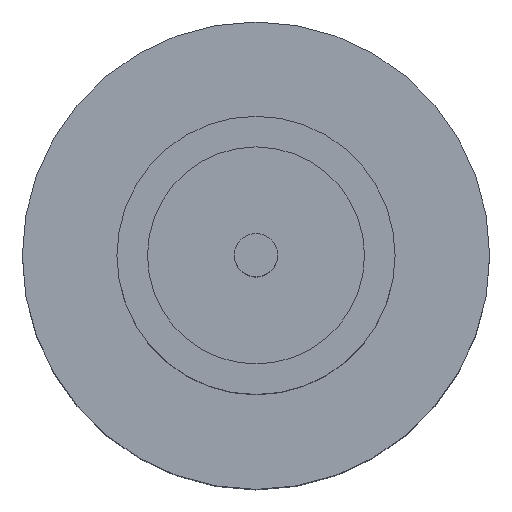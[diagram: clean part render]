
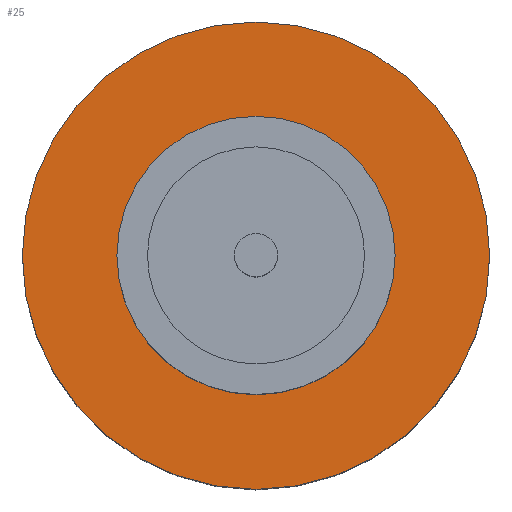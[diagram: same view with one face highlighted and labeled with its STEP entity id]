
A CAD part, top view. The second image highlights one B-rep face of the part: STEP entity #25.
In plain terms, the highlighted planar face has unit normal (0, 0, 1).
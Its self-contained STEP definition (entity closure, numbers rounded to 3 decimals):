
#7 = ORIENTED_EDGE ( 'NONE', *, *, #487, .F. ) ;
#25 = ADVANCED_FACE ( 'NONE', ( #62, #208 ), #395, .T. ) ;
#32 = CARTESIAN_POINT ( 'NONE',  ( 1.25, 0., 1.55 ) ) ;
#62 = FACE_BOUND ( 'NONE', #685, .T. ) ;
#70 = DIRECTION ( 'NONE',  ( 0., 0., 1. ) ) ;
#83 = DIRECTION ( 'NONE',  ( 0., 0., 1. ) ) ;
#101 = AXIS2_PLACEMENT_3D ( 'NONE', #804, #936, #355 ) ;
#124 = DIRECTION ( 'NONE',  ( 0., 0., 1. ) ) ;
#130 = VERTEX_POINT ( 'NONE', #32 ) ;
#149 = EDGE_CURVE ( 'NONE', #171, #130, #679, .T. ) ;
#171 = VERTEX_POINT ( 'NONE', #723 ) ;
#198 = AXIS2_PLACEMENT_3D ( 'NONE', #420, #124, #642 ) ;
#207 = DIRECTION ( 'NONE',  ( 1., 0., 0. ) ) ;
#208 = FACE_OUTER_BOUND ( 'NONE', #613, .T. ) ;
#212 = CARTESIAN_POINT ( 'NONE',  ( 0., 0., 1.55 ) ) ;
#234 = CIRCLE ( 'NONE', #198, 2.1 ) ;
#303 = CARTESIAN_POINT ( 'NONE',  ( 2.1, 0., 1.55 ) ) ;
#355 = DIRECTION ( 'NONE',  ( 1., 0., 0. ) ) ;
#356 = CARTESIAN_POINT ( 'NONE',  ( 0., 0., 1.55 ) ) ;
#369 = AXIS2_PLACEMENT_3D ( 'NONE', #400, #630, #696 ) ;
#370 = ORIENTED_EDGE ( 'NONE', *, *, #389, .T. ) ;
#389 = EDGE_CURVE ( 'NONE', #424, #518, #234, .T. ) ;
#395 = PLANE ( 'NONE',  #369 ) ;
#400 = CARTESIAN_POINT ( 'NONE',  ( 0., 0., 1.55 ) ) ;
#420 = CARTESIAN_POINT ( 'NONE',  ( 0., 0., 1.55 ) ) ;
#424 = VERTEX_POINT ( 'NONE', #481 ) ;
#481 = CARTESIAN_POINT ( 'NONE',  ( -2.1, 0., 1.55 ) ) ;
#487 = EDGE_CURVE ( 'NONE', #130, #171, #664, .T. ) ;
#510 = ORIENTED_EDGE ( 'NONE', *, *, #956, .T. ) ;
#518 = VERTEX_POINT ( 'NONE', #303 ) ;
#585 = DIRECTION ( 'NONE',  ( 1., 0., 0. ) ) ;
#613 = EDGE_LOOP ( 'NONE', ( #370, #510 ) ) ;
#630 = DIRECTION ( 'NONE',  ( 0., 0., 1. ) ) ;
#642 = DIRECTION ( 'NONE',  ( 1., 0., 0. ) ) ;
#664 = CIRCLE ( 'NONE', #789, 1.25 ) ;
#679 = CIRCLE ( 'NONE', #101, 1.25 ) ;
#682 = AXIS2_PLACEMENT_3D ( 'NONE', #212, #70, #585 ) ;
#685 = EDGE_LOOP ( 'NONE', ( #7, #866 ) ) ;
#696 = DIRECTION ( 'NONE',  ( 1., 0., 0. ) ) ;
#723 = CARTESIAN_POINT ( 'NONE',  ( -1.25, 0., 1.55 ) ) ;
#789 = AXIS2_PLACEMENT_3D ( 'NONE', #356, #83, #207 ) ;
#804 = CARTESIAN_POINT ( 'NONE',  ( 0., 0., 1.55 ) ) ;
#866 = ORIENTED_EDGE ( 'NONE', *, *, #149, .F. ) ;
#901 = CIRCLE ( 'NONE', #682, 2.1 ) ;
#936 = DIRECTION ( 'NONE',  ( 0., 0., 1. ) ) ;
#956 = EDGE_CURVE ( 'NONE', #518, #424, #901, .T. ) ;
